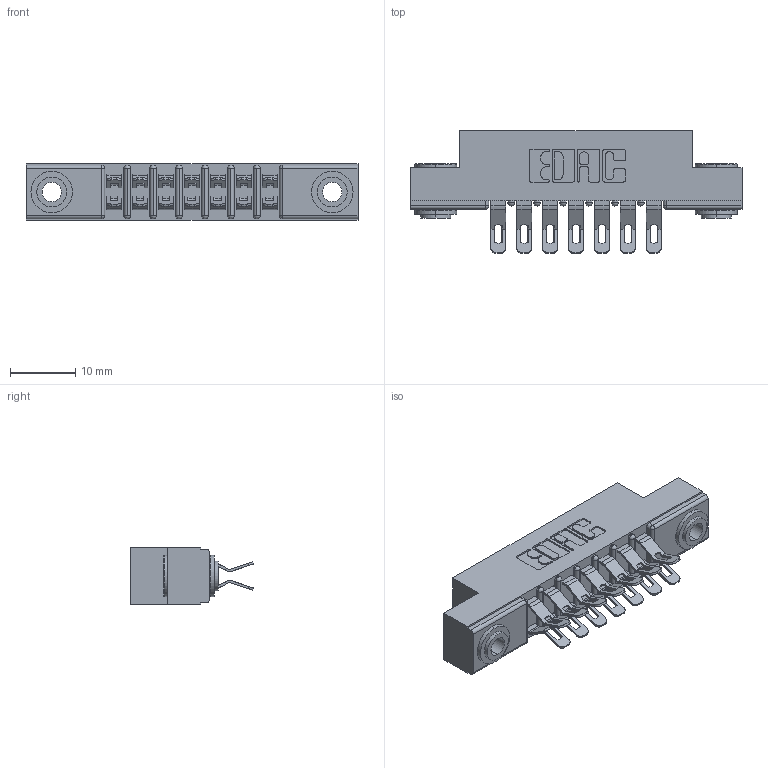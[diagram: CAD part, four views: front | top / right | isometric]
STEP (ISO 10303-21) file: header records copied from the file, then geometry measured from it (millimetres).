
FILE_DESCRIPTION (( 'STEP AP203' ), '1' );
FILE_NAME ('357-014-455-203.STEP', '2020-10-02T17:58:56', ( '' ), ( '' ), 'SwSTEP 2.0', 'SolidWorks 2020', '' );
FILE_SCHEMA (( 'CONFIG_CONTROL_DESIGN' ));
Length unit declared in the file: inch
Products named in the file (4): 345-250-002_345-250-002-102; 307 Part_.156 Dia Mounting Holes; 307-290-001_555; 357-014-455-203
Assembly tree (17 placements, depth 2):
  357-014-455-203
    307 Part_.156 Dia Mounting Holes
    307-290-001_555  x14
    345-250-002_345-250-002-102  x2
Bounding box: 50.75 x 18.75 x 8.71 mm (x, y, z)
Volume: 3364.2 mm3; surface area: 5637.5 mm2
Topology: 17 solids, 17 shells, 1032 faces, 2969 edges, 1934 vertices
Faces by surface type: plane 570, cylinder 438, sphere 16, cone 8
Entity records: 12142 total; most frequent: CARTESIAN_POINT 1984, DIRECTION 1980, ORIENTED_EDGE 1956, EDGE_CURVE 978, VECTOR 716, LINE 716, VERTEX_POINT 636, AXIS2_PLACEMENT_3D 632
